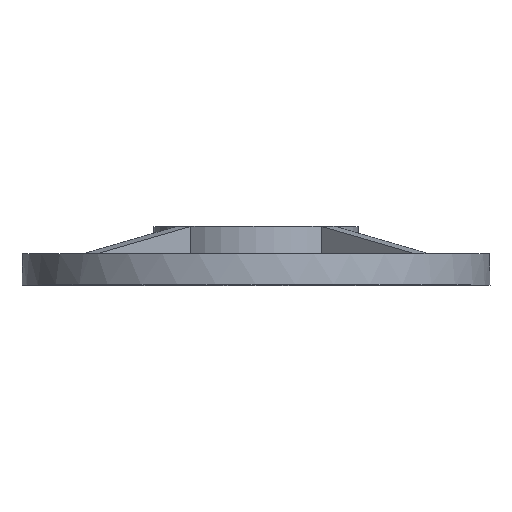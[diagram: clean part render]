
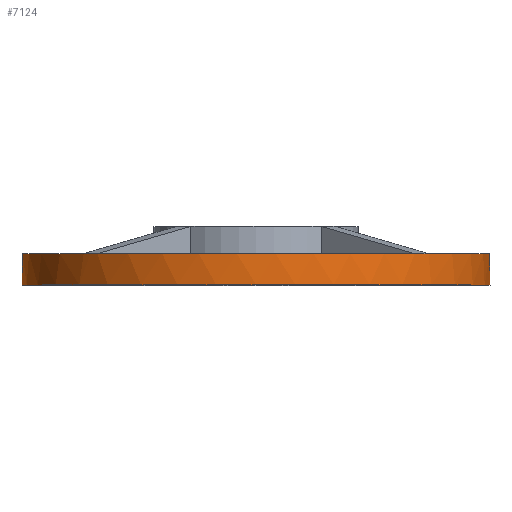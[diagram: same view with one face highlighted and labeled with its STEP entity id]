
A CAD part, top view. The second image highlights one B-rep face of the part: STEP entity #7124.
In plain terms, the highlighted cylindrical face has radius 60 mm (diameter 120 mm), a full revolution.
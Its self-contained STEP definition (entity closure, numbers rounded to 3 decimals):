
#14 = CARTESIAN_POINT ( 'NONE',  ( 43.028, 8.076, 41.849 ) ) ;
#288 = ORIENTED_EDGE ( 'NONE', *, *, #5575, .T. ) ;
#334 = FACE_OUTER_BOUND ( 'NONE', #2433, .T. ) ;
#402 = CARTESIAN_POINT ( 'NONE',  ( 0., 8., 0. ) ) ;
#514 = DIRECTION ( 'NONE',  ( 0., 0., 1. ) ) ;
#623 = VERTEX_POINT ( 'NONE', #5122 ) ;
#637 = CARTESIAN_POINT ( 'NONE',  ( 0., 8., 0. ) ) ;
#871 = CARTESIAN_POINT ( 'NONE',  ( 0., 0., 0. ) ) ;
#926 = CARTESIAN_POINT ( 'NONE',  ( -41.849, 8.076, 43.028 ) ) ;
#985 = EDGE_CURVE ( 'NONE', #3557, #8230, #4990, .T. ) ;
#1566 = DIRECTION ( 'NONE',  ( 0., 0., 1. ) ) ;
#1663 =( BOUNDED_CURVE ( )  B_SPLINE_CURVE ( 3, ( #10917, #14, #6413, #3687 ),
 .UNSPECIFIED., .F., .F. ) 
 B_SPLINE_CURVE_WITH_KNOTS ( ( 4, 4 ),
 ( 3.1, 3.183 ),
 .UNSPECIFIED. ) 
 CURVE ( )  GEOMETRIC_REPRESENTATION_ITEM ( )  RATIONAL_B_SPLINE_CURVE ( ( 1., 0.999, 0.999, 1. ) ) 
 REPRESENTATION_ITEM ( '' )  );
#1856 = CARTESIAN_POINT ( 'NONE',  ( 0., 8., 0. ) ) ;
#2014 = EDGE_CURVE ( 'NONE', #8090, #6468, #5664, .T. ) ;
#2245 = CARTESIAN_POINT ( 'NONE',  ( 44.157, 8., 40.622 ) ) ;
#2433 = EDGE_LOOP ( 'NONE', ( #4914 ) ) ;
#2549 = CARTESIAN_POINT ( 'NONE',  ( 40.622, 8., -44.157 ) ) ;
#2736 = DIRECTION ( 'NONE',  ( 0., 0., 1. ) ) ;
#2841 = CARTESIAN_POINT ( 'NONE',  ( 40.622, 8., 44.157 ) ) ;
#3045 = VERTEX_POINT ( 'NONE', #2841 ) ;
#3100 = DIRECTION ( 'NONE',  ( 0., 0., 1. ) ) ;
#3374 = AXIS2_PLACEMENT_3D ( 'NONE', #10587, #4135, #10539 ) ;
#3527 = CARTESIAN_POINT ( 'NONE',  ( -44.157, 8., 40.622 ) ) ;
#3557 = VERTEX_POINT ( 'NONE', #2549 ) ;
#3621 = CYLINDRICAL_SURFACE ( 'NONE', #8676, 60. ) ;
#3687 = CARTESIAN_POINT ( 'NONE',  ( 40.622, 8., 44.157 ) ) ;
#3776 = EDGE_CURVE ( 'NONE', #3557, #11119, #8794, .T. ) ;
#3948 = EDGE_CURVE ( 'NONE', #9022, #3045, #1663, .T. ) ;
#4050 = CARTESIAN_POINT ( 'NONE',  ( 0., 8., 0. ) ) ;
#4135 = DIRECTION ( 'NONE',  ( 0., 1., 0. ) ) ;
#4316 = CARTESIAN_POINT ( 'NONE',  ( -40.622, 8., -44.157 ) ) ;
#4365 = ORIENTED_EDGE ( 'NONE', *, *, #3948, .T. ) ;
#4596 = AXIS2_PLACEMENT_3D ( 'NONE', #4050, #11386, #3100 ) ;
#4613 = DIRECTION ( 'NONE',  ( 0., -1., 0. ) ) ;
#4914 = ORIENTED_EDGE ( 'NONE', *, *, #11712, .T. ) ;
#4990 = CIRCLE ( 'NONE', #4596, 60. ) ;
#5122 = CARTESIAN_POINT ( 'NONE',  ( 0., 0., 60. ) ) ;
#5230 = ORIENTED_EDGE ( 'NONE', *, *, #2014, .F. ) ;
#5372 = ORIENTED_EDGE ( 'NONE', *, *, #3776, .T. ) ;
#5405 =( BOUNDED_CURVE ( )  B_SPLINE_CURVE ( 3, ( #6639, #8330, #9326, #7569 ),
 .UNSPECIFIED., .F., .T. ) 
 B_SPLINE_CURVE_WITH_KNOTS ( ( 4, 4 ),
 ( 3.1, 3.183 ),
 .UNSPECIFIED. ) 
 CURVE ( )  GEOMETRIC_REPRESENTATION_ITEM ( )  RATIONAL_B_SPLINE_CURVE ( ( 1., 0.999, 0.999, 1. ) ) 
 REPRESENTATION_ITEM ( '' )  );
#5418 = CARTESIAN_POINT ( 'NONE',  ( -43.028, 8.076, 41.849 ) ) ;
#5437 = DIRECTION ( 'NONE',  ( 0., 0., -1. ) ) ;
#5575 = EDGE_CURVE ( 'NONE', #8090, #8230, #5405, .T. ) ;
#5664 = CIRCLE ( 'NONE', #3374, 60. ) ;
#5685 = AXIS2_PLACEMENT_3D ( 'NONE', #402, #10565, #514 ) ;
#6200 = CIRCLE ( 'NONE', #8223, 60. ) ;
#6299 = ORIENTED_EDGE ( 'NONE', *, *, #985, .F. ) ;
#6408 = CARTESIAN_POINT ( 'NONE',  ( -40.622, 8., 44.157 ) ) ;
#6413 = CARTESIAN_POINT ( 'NONE',  ( 41.849, 8.076, 43.028 ) ) ;
#6468 = VERTEX_POINT ( 'NONE', #11559 ) ;
#6639 = CARTESIAN_POINT ( 'NONE',  ( -44.157, 8., -40.622 ) ) ;
#6683 = CARTESIAN_POINT ( 'NONE',  ( -40.622, 8., 44.157 ) ) ;
#6781 = VERTEX_POINT ( 'NONE', #6683 ) ;
#7028 = CARTESIAN_POINT ( 'NONE',  ( 44.157, 8., -40.622 ) ) ;
#7124 = ADVANCED_FACE ( 'NONE', ( #10353, #334 ), #3621, .T. ) ;
#7165 = DIRECTION ( 'NONE',  ( 0., 1., 0. ) ) ;
#7318 = ORIENTED_EDGE ( 'NONE', *, *, #8187, .F. ) ;
#7378 = ORIENTED_EDGE ( 'NONE', *, *, #8791, .T. ) ;
#7569 = CARTESIAN_POINT ( 'NONE',  ( -40.622, 8., -44.157 ) ) ;
#7912 = CARTESIAN_POINT ( 'NONE',  ( 43.028, 8.076, -41.849 ) ) ;
#7949 = CARTESIAN_POINT ( 'NONE',  ( 41.849, 8.076, -43.028 ) ) ;
#7998 = CARTESIAN_POINT ( 'NONE',  ( 44.157, 8., -40.622 ) ) ;
#8090 = VERTEX_POINT ( 'NONE', #10403 ) ;
#8187 = EDGE_CURVE ( 'NONE', #6781, #3045, #9427, .T. ) ;
#8223 = AXIS2_PLACEMENT_3D ( 'NONE', #871, #7165, #2736 ) ;
#8230 = VERTEX_POINT ( 'NONE', #4316 ) ;
#8330 = CARTESIAN_POINT ( 'NONE',  ( -43.028, 8.076, -41.849 ) ) ;
#8676 = AXIS2_PLACEMENT_3D ( 'NONE', #1856, #4613, #5437 ) ;
#8791 = EDGE_CURVE ( 'NONE', #6781, #6468, #11039, .T. ) ;
#8794 =( BOUNDED_CURVE ( )  B_SPLINE_CURVE ( 3, ( #10627, #7949, #7912, #7998 ),
 .UNSPECIFIED., .F., .F. ) 
 B_SPLINE_CURVE_WITH_KNOTS ( ( 4, 4 ),
 ( 3.1, 3.183 ),
 .UNSPECIFIED. ) 
 CURVE ( )  GEOMETRIC_REPRESENTATION_ITEM ( )  RATIONAL_B_SPLINE_CURVE ( ( 1., 0.999, 0.999, 1. ) ) 
 REPRESENTATION_ITEM ( '' )  );
#9022 = VERTEX_POINT ( 'NONE', #2245 ) ;
#9326 = CARTESIAN_POINT ( 'NONE',  ( -41.849, 8.076, -43.028 ) ) ;
#9427 = CIRCLE ( 'NONE', #11105, 60. ) ;
#9804 = DIRECTION ( 'NONE',  ( 0., 1., 0. ) ) ;
#10236 = EDGE_LOOP ( 'NONE', ( #7318, #7378, #5230, #288, #6299, #5372, #11100, #4365 ) ) ;
#10353 = FACE_OUTER_BOUND ( 'NONE', #10236, .T. ) ;
#10403 = CARTESIAN_POINT ( 'NONE',  ( -44.157, 8., -40.622 ) ) ;
#10539 = DIRECTION ( 'NONE',  ( 0., 0., 1. ) ) ;
#10565 = DIRECTION ( 'NONE',  ( 0., 1., 0. ) ) ;
#10587 = CARTESIAN_POINT ( 'NONE',  ( 0., 8., 0. ) ) ;
#10627 = CARTESIAN_POINT ( 'NONE',  ( 40.622, 8., -44.157 ) ) ;
#10911 = CIRCLE ( 'NONE', #5685, 60. ) ;
#10917 = CARTESIAN_POINT ( 'NONE',  ( 44.157, 8., 40.622 ) ) ;
#11039 =( BOUNDED_CURVE ( )  B_SPLINE_CURVE ( 3, ( #6408, #926, #5418, #3527 ),
 .UNSPECIFIED., .F., .F. ) 
 B_SPLINE_CURVE_WITH_KNOTS ( ( 4, 4 ),
 ( 3.1, 3.183 ),
 .UNSPECIFIED. ) 
 CURVE ( )  GEOMETRIC_REPRESENTATION_ITEM ( )  RATIONAL_B_SPLINE_CURVE ( ( 1., 0.999, 0.999, 1. ) ) 
 REPRESENTATION_ITEM ( '' )  );
#11100 = ORIENTED_EDGE ( 'NONE', *, *, #11568, .F. ) ;
#11105 = AXIS2_PLACEMENT_3D ( 'NONE', #637, #9804, #1566 ) ;
#11119 = VERTEX_POINT ( 'NONE', #7028 ) ;
#11386 = DIRECTION ( 'NONE',  ( 0., 1., 0. ) ) ;
#11559 = CARTESIAN_POINT ( 'NONE',  ( -44.157, 8., 40.622 ) ) ;
#11568 = EDGE_CURVE ( 'NONE', #9022, #11119, #10911, .T. ) ;
#11712 = EDGE_CURVE ( 'NONE', #623, #623, #6200, .T. ) ;
